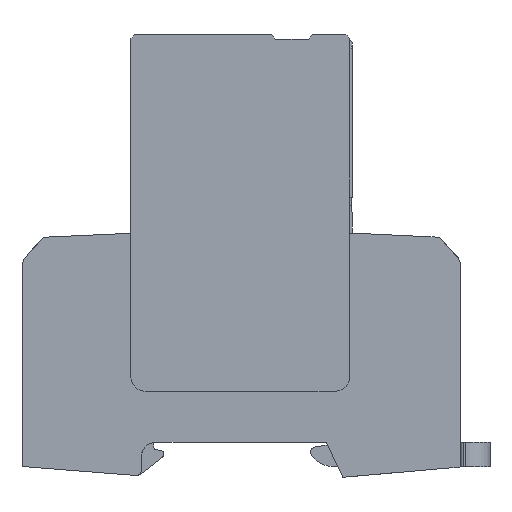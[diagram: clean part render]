
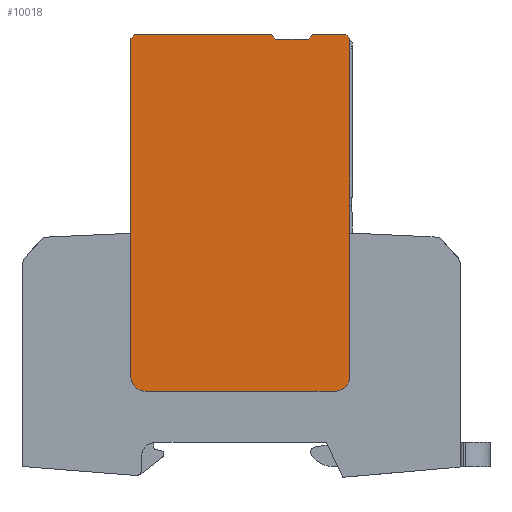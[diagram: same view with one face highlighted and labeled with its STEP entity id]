
A CAD part, left-side view. The second image highlights one B-rep face of the part: STEP entity #10018.
In plain terms, the highlighted planar face has unit normal (-1, 0, 0).
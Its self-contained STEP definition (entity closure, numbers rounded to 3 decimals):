
#9868=AXIS2_PLACEMENT_3D('Plane Axis2P3D',#9865,#9866,#9867) ;
#9865=CARTESIAN_POINT('Axis2P3D Location',(0.,72.86,17.703)) ;
#9870=CARTESIAN_POINT('Line Origine',(0.,73.86,36.992)) ;
#9874=CARTESIAN_POINT('Vertex',(0.,73.86,53.28)) ;
#9876=CARTESIAN_POINT('Vertex',(0.,73.86,20.703)) ;
#9880=CARTESIAN_POINT('Control Point',(0.,73.86,20.703)) ;
#9881=CARTESIAN_POINT('Control Point',(0.,73.86,20.364)) ;
#9882=CARTESIAN_POINT('Control Point',(0.,73.813,20.024)) ;
#9883=CARTESIAN_POINT('Control Point',(0.,73.717,19.694)) ;
#9884=CARTESIAN_POINT('Control Point',(0.,73.434,19.07)) ;
#9885=CARTESIAN_POINT('Control Point',(0.,72.989,18.548)) ;
#9886=CARTESIAN_POINT('Control Point',(0.,72.731,18.321)) ;
#9887=CARTESIAN_POINT('Control Point',(0.,72.222,17.987)) ;
#9888=CARTESIAN_POINT('Control Point',(0.,71.647,17.79)) ;
#9889=CARTESIAN_POINT('Control Point',(0.,71.388,17.732)) ;
#9890=CARTESIAN_POINT('Control Point',(0.,71.124,17.703)) ;
#9891=CARTESIAN_POINT('Control Point',(0.,70.86,17.703)) ;
#9892=CARTESIAN_POINT('Vertex',(0.,70.86,17.703)) ;
#9895=CARTESIAN_POINT('Line Origine',(0.,51.36,17.703)) ;
#9899=CARTESIAN_POINT('Vertex',(0.,31.86,17.703)) ;
#9903=CARTESIAN_POINT('Control Point',(0.,31.86,17.703)) ;
#9904=CARTESIAN_POINT('Control Point',(0.,31.521,17.703)) ;
#9905=CARTESIAN_POINT('Control Point',(0.,31.182,17.751)) ;
#9906=CARTESIAN_POINT('Control Point',(0.,30.852,17.847)) ;
#9907=CARTESIAN_POINT('Control Point',(0.,30.227,18.129)) ;
#9908=CARTESIAN_POINT('Control Point',(0.,29.706,18.574)) ;
#9909=CARTESIAN_POINT('Control Point',(0.,29.478,18.832)) ;
#9910=CARTESIAN_POINT('Control Point',(0.,29.144,19.342)) ;
#9911=CARTESIAN_POINT('Control Point',(0.,28.947,19.916)) ;
#9912=CARTESIAN_POINT('Control Point',(0.,28.889,20.175)) ;
#9913=CARTESIAN_POINT('Control Point',(0.,28.86,20.439)) ;
#9914=CARTESIAN_POINT('Control Point',(0.,28.86,20.703)) ;
#9915=CARTESIAN_POINT('Vertex',(0.,28.86,20.703)) ;
#9918=CARTESIAN_POINT('Line Origine',(0.,28.86,36.992)) ;
#9922=CARTESIAN_POINT('Vertex',(0.,28.86,53.28)) ;
#9925=CARTESIAN_POINT('Line Origine',(0.,28.86,67.94)) ;
#9929=CARTESIAN_POINT('Vertex',(0.,28.86,82.6)) ;
#9932=CARTESIAN_POINT('Line Origine',(0.,28.86,86.425)) ;
#9936=CARTESIAN_POINT('Vertex',(0.,28.86,90.25)) ;
#9939=CARTESIAN_POINT('Line Origine',(0.,29.235,90.625)) ;
#9943=CARTESIAN_POINT('Vertex',(0.,29.61,91.)) ;
#9946=CARTESIAN_POINT('Line Origine',(0.,33.035,91.)) ;
#9950=CARTESIAN_POINT('Vertex',(0.,36.46,91.)) ;
#9953=CARTESIAN_POINT('Line Origine',(0.,36.91,90.55)) ;
#9957=CARTESIAN_POINT('Vertex',(0.,37.36,90.1)) ;
#9960=CARTESIAN_POINT('Line Origine',(0.,40.71,90.1)) ;
#9964=CARTESIAN_POINT('Vertex',(0.,44.06,90.1)) ;
#9967=CARTESIAN_POINT('Line Origine',(0.,44.51,90.55)) ;
#9971=CARTESIAN_POINT('Vertex',(0.,44.96,91.)) ;
#9974=CARTESIAN_POINT('Line Origine',(0.,59.035,91.)) ;
#9978=CARTESIAN_POINT('Vertex',(0.,73.11,91.)) ;
#9981=CARTESIAN_POINT('Line Origine',(0.,73.485,90.625)) ;
#9985=CARTESIAN_POINT('Vertex',(0.,73.86,90.25)) ;
#9988=CARTESIAN_POINT('Line Origine',(0.,73.86,86.425)) ;
#9992=CARTESIAN_POINT('Vertex',(0.,73.86,82.6)) ;
#9995=CARTESIAN_POINT('Line Origine',(0.,73.86,67.94)) ;
#9866=DIRECTION('Axis2P3D Direction',(-1.,0.,0.)) ;
#9867=DIRECTION('Axis2P3D XDirection',(0.,1.,0.)) ;
#9871=DIRECTION('Vector Direction',(0.,0.,-1.)) ;
#9896=DIRECTION('Vector Direction',(0.,-1.,0.)) ;
#9919=DIRECTION('Vector Direction',(0.,0.,1.)) ;
#9926=DIRECTION('Vector Direction',(0.,0.,1.)) ;
#9933=DIRECTION('Vector Direction',(0.,0.,1.)) ;
#9940=DIRECTION('Vector Direction',(0.,0.707,0.707)) ;
#9947=DIRECTION('Vector Direction',(0.,1.,0.)) ;
#9954=DIRECTION('Vector Direction',(0.,0.707,-0.707)) ;
#9961=DIRECTION('Vector Direction',(0.,1.,0.)) ;
#9968=DIRECTION('Vector Direction',(0.,0.707,0.707)) ;
#9975=DIRECTION('Vector Direction',(0.,1.,0.)) ;
#9982=DIRECTION('Vector Direction',(0.,0.707,-0.707)) ;
#9989=DIRECTION('Vector Direction',(0.,0.,1.)) ;
#9996=DIRECTION('Vector Direction',(0.,0.,-1.)) ;
#9872=VECTOR('Line Direction',#9871,1.) ;
#9897=VECTOR('Line Direction',#9896,1.) ;
#9920=VECTOR('Line Direction',#9919,1.) ;
#9927=VECTOR('Line Direction',#9926,1.) ;
#9934=VECTOR('Line Direction',#9933,1.) ;
#9941=VECTOR('Line Direction',#9940,1.) ;
#9948=VECTOR('Line Direction',#9947,1.) ;
#9955=VECTOR('Line Direction',#9954,1.) ;
#9962=VECTOR('Line Direction',#9961,1.) ;
#9969=VECTOR('Line Direction',#9968,1.) ;
#9976=VECTOR('Line Direction',#9975,1.) ;
#9983=VECTOR('Line Direction',#9982,1.) ;
#9990=VECTOR('Line Direction',#9989,1.) ;
#9997=VECTOR('Line Direction',#9996,1.) ;
#10001=ORIENTED_EDGE('',*,*,#9878,.T.) ;
#10002=ORIENTED_EDGE('',*,*,#9894,.T.) ;
#10003=ORIENTED_EDGE('',*,*,#9901,.T.) ;
#10004=ORIENTED_EDGE('',*,*,#9917,.T.) ;
#10005=ORIENTED_EDGE('',*,*,#9924,.T.) ;
#10006=ORIENTED_EDGE('',*,*,#9931,.T.) ;
#10007=ORIENTED_EDGE('',*,*,#9938,.T.) ;
#10008=ORIENTED_EDGE('',*,*,#9945,.T.) ;
#10009=ORIENTED_EDGE('',*,*,#9952,.T.) ;
#10010=ORIENTED_EDGE('',*,*,#9959,.T.) ;
#10011=ORIENTED_EDGE('',*,*,#9966,.T.) ;
#10012=ORIENTED_EDGE('',*,*,#9973,.T.) ;
#10013=ORIENTED_EDGE('',*,*,#9980,.T.) ;
#10014=ORIENTED_EDGE('',*,*,#9987,.T.) ;
#10015=ORIENTED_EDGE('',*,*,#9994,.F.) ;
#10016=ORIENTED_EDGE('',*,*,#9999,.T.) ;
#10018=ADVANCED_FACE('ABLEITER_1',(#10017),#9869,.T.) ;
#9879=B_SPLINE_CURVE_WITH_KNOTS('',5,(#9880,#9881,#9882,#9883,#9884,#9885,#9886,#9887,#9888,#9889,#9890,#9891),.UNSPECIFIED.,.F.,.U.,(6,3,3,6),(0.,2.406,4.813,6.684),.UNSPECIFIED.) ;
#9902=B_SPLINE_CURVE_WITH_KNOTS('',5,(#9903,#9904,#9905,#9906,#9907,#9908,#9909,#9910,#9911,#9912,#9913,#9914),.UNSPECIFIED.,.F.,.U.,(6,3,3,6),(0.,2.406,4.813,6.684),.UNSPECIFIED.) ;
#9878=EDGE_CURVE('',#9875,#9877,#9873,.T.) ;
#9894=EDGE_CURVE('',#9877,#9893,#9879,.T.) ;
#9901=EDGE_CURVE('',#9893,#9900,#9898,.T.) ;
#9917=EDGE_CURVE('',#9900,#9916,#9902,.T.) ;
#9924=EDGE_CURVE('',#9916,#9923,#9921,.T.) ;
#9931=EDGE_CURVE('',#9923,#9930,#9928,.T.) ;
#9938=EDGE_CURVE('',#9930,#9937,#9935,.T.) ;
#9945=EDGE_CURVE('',#9937,#9944,#9942,.T.) ;
#9952=EDGE_CURVE('',#9944,#9951,#9949,.T.) ;
#9959=EDGE_CURVE('',#9951,#9958,#9956,.T.) ;
#9966=EDGE_CURVE('',#9958,#9965,#9963,.T.) ;
#9973=EDGE_CURVE('',#9965,#9972,#9970,.T.) ;
#9980=EDGE_CURVE('',#9972,#9979,#9977,.T.) ;
#9987=EDGE_CURVE('',#9979,#9986,#9984,.T.) ;
#9994=EDGE_CURVE('',#9993,#9986,#9991,.T.) ;
#9999=EDGE_CURVE('',#9993,#9875,#9998,.T.) ;
#10000=EDGE_LOOP('',(#10001,#10002,#10003,#10004,#10005,#10006,#10007,#10008,#10009,#10010,#10011,#10012,#10013,#10014,#10015,#10016)) ;
#10017=FACE_OUTER_BOUND('',#10000,.T.) ;
#9873=LINE('Line',#9870,#9872) ;
#9898=LINE('Line',#9895,#9897) ;
#9921=LINE('Line',#9918,#9920) ;
#9928=LINE('Line',#9925,#9927) ;
#9935=LINE('Line',#9932,#9934) ;
#9942=LINE('Line',#9939,#9941) ;
#9949=LINE('Line',#9946,#9948) ;
#9956=LINE('Line',#9953,#9955) ;
#9963=LINE('Line',#9960,#9962) ;
#9970=LINE('Line',#9967,#9969) ;
#9977=LINE('Line',#9974,#9976) ;
#9984=LINE('Line',#9981,#9983) ;
#9991=LINE('Line',#9988,#9990) ;
#9998=LINE('Line',#9995,#9997) ;
#9869=PLANE('',#9868) ;
#9875=VERTEX_POINT('',#9874) ;
#9877=VERTEX_POINT('',#9876) ;
#9893=VERTEX_POINT('',#9892) ;
#9900=VERTEX_POINT('',#9899) ;
#9916=VERTEX_POINT('',#9915) ;
#9923=VERTEX_POINT('',#9922) ;
#9930=VERTEX_POINT('',#9929) ;
#9937=VERTEX_POINT('',#9936) ;
#9944=VERTEX_POINT('',#9943) ;
#9951=VERTEX_POINT('',#9950) ;
#9958=VERTEX_POINT('',#9957) ;
#9965=VERTEX_POINT('',#9964) ;
#9972=VERTEX_POINT('',#9971) ;
#9979=VERTEX_POINT('',#9978) ;
#9986=VERTEX_POINT('',#9985) ;
#9993=VERTEX_POINT('',#9992) ;
